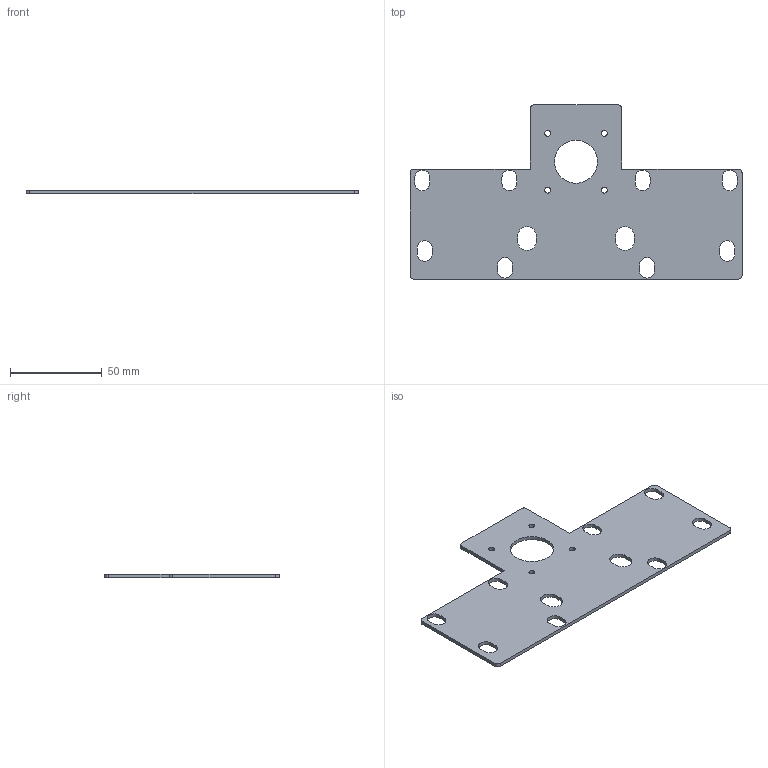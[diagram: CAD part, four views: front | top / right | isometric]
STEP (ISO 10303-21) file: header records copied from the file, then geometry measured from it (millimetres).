
FILE_DESCRIPTION (( 'STEP AP214' ), '1' );
FILE_NAME ('B795 Êðîíøòåéí äâèãàòåëÿ Nema 17, ïðîôèëü 60õ180.STEP', '2025-07-24T10:40:13', ( '' ), ( '' ), 'SwSTEP 2.0', 'SolidWorks 2025', '' );
FILE_SCHEMA (( 'AUTOMOTIVE_DESIGN' ));
Length unit declared in the file: millimetre
Products named in the file (1): B795 Кронштейн двигателя Nema 17, профиль 60х180
Bounding box: 181 x 95 x 2 mm (x, y, z)
Volume: 22605.2 mm3; surface area: 24584.8 mm2
Topology: 1 solids, 1 shells, 66 faces, 192 edges, 128 vertices
Faces by surface type: cylinder 36, plane 30
Entity records: 2291 total; most frequent: DIRECTION 398, CARTESIAN_POINT 387, ORIENTED_EDGE 384, EDGE_CURVE 192, AXIS2_PLACEMENT_3D 139, VERTEX_POINT 128, VECTOR 120, LINE 120
